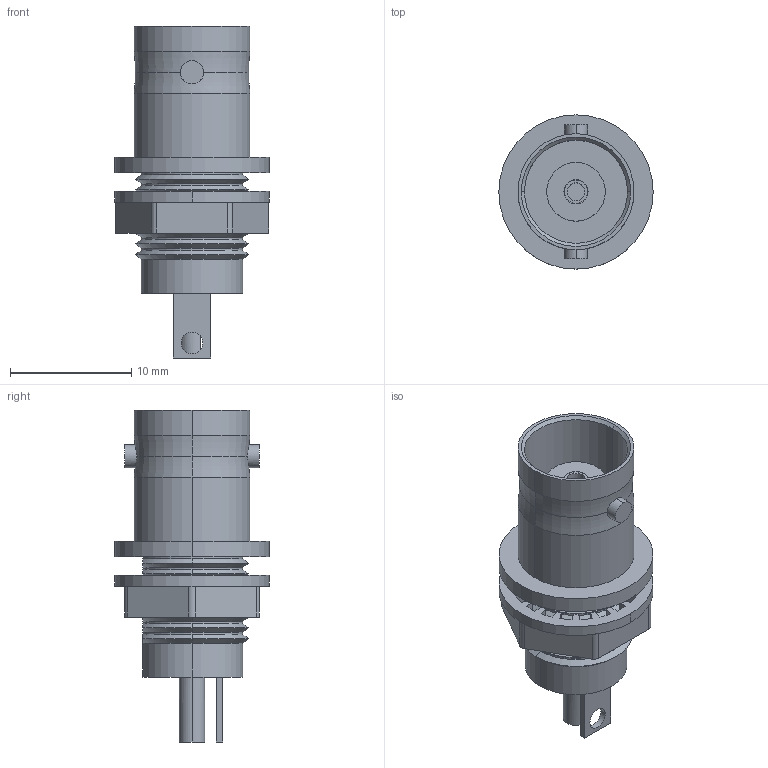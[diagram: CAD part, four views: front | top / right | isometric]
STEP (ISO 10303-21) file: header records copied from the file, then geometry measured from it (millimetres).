
FILE_DESCRIPTION (( 'STEP AP214' ), '1' );
FILE_NAME ('BAC1503_3D.STEP', '2021-04-08T14:12:37', ( '' ), ( '' ), 'SwSTEP 2.0', 'SolidWorks 2020', '' );
FILE_SCHEMA (( 'AUTOMOTIVE_DESIGN' ));
Length unit declared in the file: inch
Products named in the file (4): BAC1503; 3AA02-001; BAC1503_3D; 3AA03-001
Assembly tree (3 placements, depth 2):
  BAC1503_3D
    BAC1503
    3AA03-001
    3AA02-001
Bounding box: 12.7 x 12.7 x 27.33 mm (x, y, z)
Volume: 1268.9 mm3; surface area: 1894.1 mm2
Topology: 3 solids, 3 shells, 230 faces, 589 edges, 374 vertices
Faces by surface type: cylinder 104, plane 72, cone 50, torus 4
Entity records: 7547 total; most frequent: CARTESIAN_POINT 1367, DIRECTION 1263, ORIENTED_EDGE 1178, EDGE_CURVE 589, AXIS2_PLACEMENT_3D 478, VERTEX_POINT 374, VECTOR 307, LINE 307
